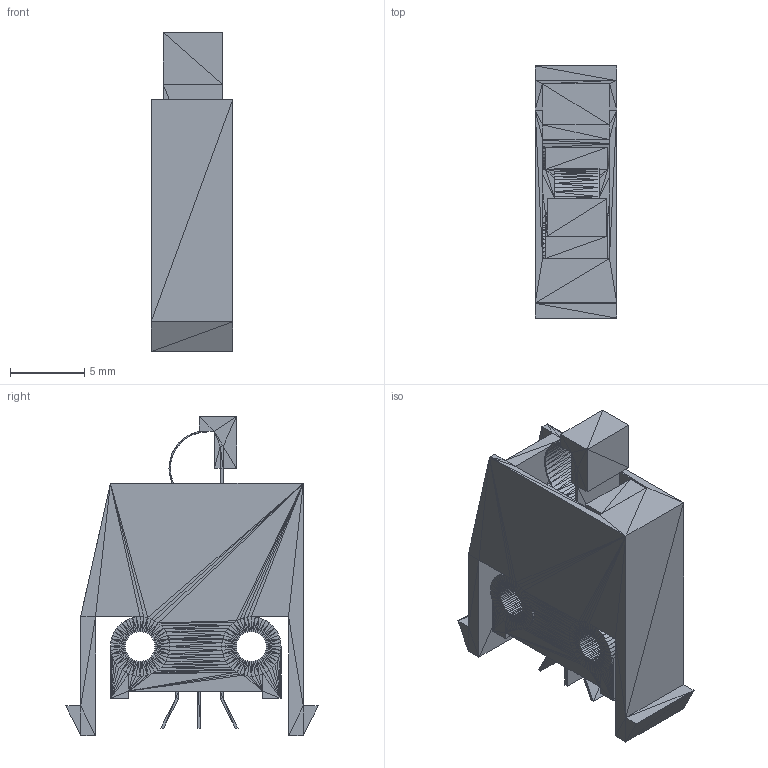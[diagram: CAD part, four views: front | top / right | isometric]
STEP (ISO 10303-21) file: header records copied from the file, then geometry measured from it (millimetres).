
FILE_DESCRIPTION((''),'2;1');
FILE_NAME('FDS Switch short', '2025-04-17T13:02:43', (''), (''), 'ImageToStl.com STEP Converter','', '');
FILE_SCHEMA(('AUTOMOTIVE_DESIGN_CC2'));
Length unit declared in the file: metre
Products named in the file (1): product0
Bounding box: 5.5 x 17 x 21.5 mm (x, y, z)
Surface area: 1825.6 mm2 (no closed solid volume)
Topology: 0 solids, 1818 shells, 1818 faces, 5454 edges, 905 vertices
Faces by surface type: plane 1818
Entity records: 41834 total; most frequent: DIRECTION 9092, ORIENTED_EDGE 5454, EDGE_CURVE 5454, LINE 5454, VECTOR 5454, AXIS2_PLACEMENT_3D 1819, FACE_SURFACE 1818, PLANE 1818
